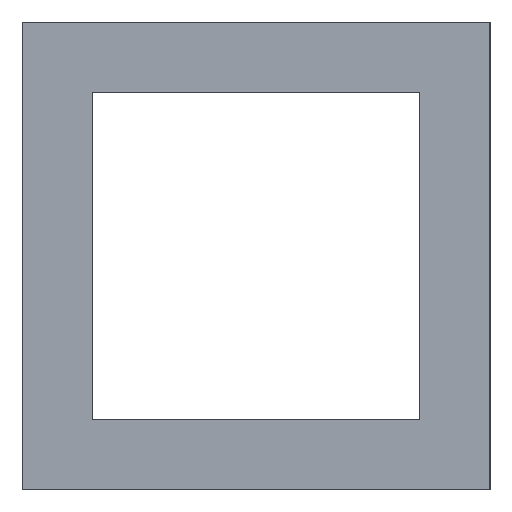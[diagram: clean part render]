
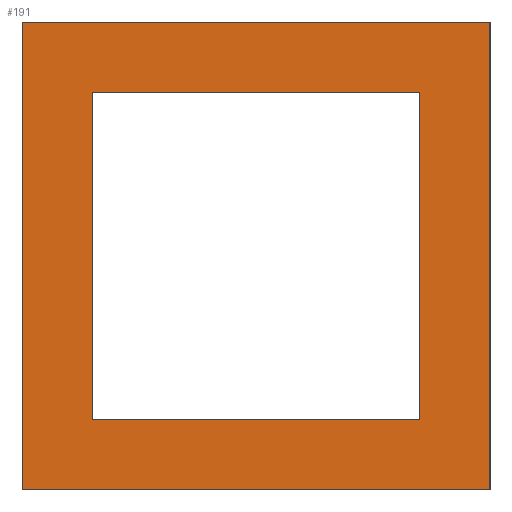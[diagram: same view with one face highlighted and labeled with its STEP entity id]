
A CAD part, left-side view. The second image highlights one B-rep face of the part: STEP entity #191.
In plain terms, the highlighted planar face has unit normal (-1, 0, 0).
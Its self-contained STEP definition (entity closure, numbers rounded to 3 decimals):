
#16=FACE_BOUND('',#35,.T.);
#23=FACE_OUTER_BOUND('',#34,.T.);
#34=EDGE_LOOP('',(#155,#156,#157,#158));
#35=EDGE_LOOP('',(#159,#160,#161,#162));
#39=LINE('',#269,#63);
#43=LINE('',#277,#67);
#46=LINE('',#283,#70);
#49=LINE('',#288,#73);
#57=LINE('',#304,#81);
#58=LINE('',#307,#82);
#59=LINE('',#309,#83);
#60=LINE('',#310,#84);
#63=VECTOR('',#223,10.);
#67=VECTOR('',#229,10.);
#70=VECTOR('',#234,10.);
#73=VECTOR('',#239,10.);
#81=VECTOR('',#251,10.);
#82=VECTOR('',#254,10.);
#83=VECTOR('',#255,10.);
#84=VECTOR('',#256,10.);
#87=VERTEX_POINT('',#267);
#88=VERTEX_POINT('',#268);
#91=VERTEX_POINT('',#276);
#93=VERTEX_POINT('',#282);
#99=VERTEX_POINT('',#300);
#100=VERTEX_POINT('',#302);
#101=VERTEX_POINT('',#306);
#102=VERTEX_POINT('',#308);
#103=EDGE_CURVE('',#87,#88,#39,.T.);
#107=EDGE_CURVE('',#88,#91,#43,.T.);
#110=EDGE_CURVE('',#91,#93,#46,.T.);
#113=EDGE_CURVE('',#93,#87,#49,.T.);
#121=EDGE_CURVE('',#99,#100,#57,.T.);
#122=EDGE_CURVE('',#99,#101,#58,.T.);
#123=EDGE_CURVE('',#102,#100,#59,.T.);
#124=EDGE_CURVE('',#101,#102,#60,.T.);
#155=ORIENTED_EDGE('',*,*,#122,.F.);
#156=ORIENTED_EDGE('',*,*,#121,.T.);
#157=ORIENTED_EDGE('',*,*,#123,.F.);
#158=ORIENTED_EDGE('',*,*,#124,.F.);
#159=ORIENTED_EDGE('',*,*,#103,.T.);
#160=ORIENTED_EDGE('',*,*,#107,.T.);
#161=ORIENTED_EDGE('',*,*,#110,.T.);
#162=ORIENTED_EDGE('',*,*,#113,.T.);
#181=PLANE('',#215);
#191=ADVANCED_FACE('',(#23,#16),#181,.T.);
#215=AXIS2_PLACEMENT_3D('',#305,#252,#253);
#223=DIRECTION('',(0.,0.,1.));
#229=DIRECTION('',(0.,-1.,0.));
#234=DIRECTION('',(0.,0.,-1.));
#239=DIRECTION('',(0.,1.,0.));
#251=DIRECTION('',(0.,0.,1.));
#252=DIRECTION('center_axis',(-1.,0.,0.));
#253=DIRECTION('ref_axis',(0.,-1.,0.));
#254=DIRECTION('',(0.,1.,0.));
#255=DIRECTION('',(0.,-1.,0.));
#256=DIRECTION('',(0.,0.,1.));
#267=CARTESIAN_POINT('',(-921.,34.,6.));
#268=CARTESIAN_POINT('',(-921.,34.,34.));
#269=CARTESIAN_POINT('',(-921.,34.,17.));
#276=CARTESIAN_POINT('',(-921.,6.,34.));
#277=CARTESIAN_POINT('',(-921.,23.,34.));
#282=CARTESIAN_POINT('',(-921.,6.,6.));
#283=CARTESIAN_POINT('',(-921.,6.,3.));
#288=CARTESIAN_POINT('',(-921.,37.,6.));
#300=CARTESIAN_POINT('',(-921.,0.,0.));
#302=CARTESIAN_POINT('',(-921.,0.,40.));
#304=CARTESIAN_POINT('',(-921.,0.,0.));
#305=CARTESIAN_POINT('Origin',(-921.,40.,0.));
#306=CARTESIAN_POINT('',(-921.,40.,0.));
#307=CARTESIAN_POINT('',(-921.,0.,0.));
#308=CARTESIAN_POINT('',(-921.,40.,40.));
#309=CARTESIAN_POINT('',(-921.,0.,40.));
#310=CARTESIAN_POINT('',(-921.,40.,0.));
